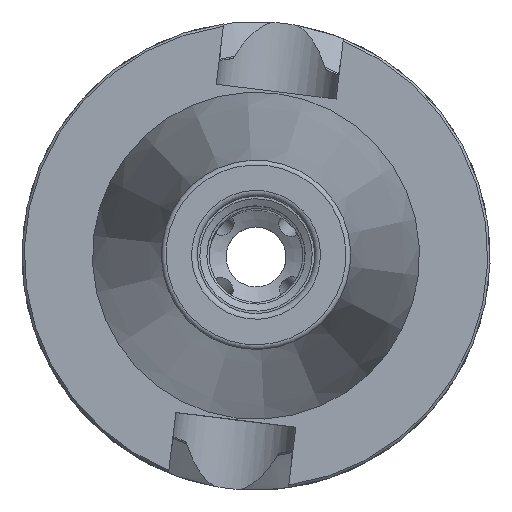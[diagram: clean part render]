
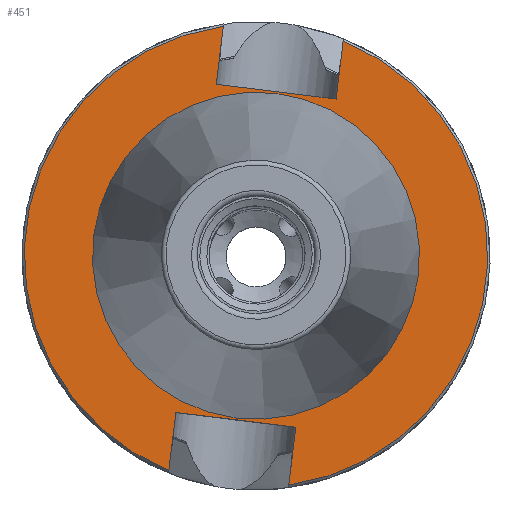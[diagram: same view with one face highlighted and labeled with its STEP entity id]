
A CAD part, top view. The second image highlights one B-rep face of the part: STEP entity #451.
In plain terms, the highlighted planar face has unit normal (0, 0, 1).
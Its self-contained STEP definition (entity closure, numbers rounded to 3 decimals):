
#319=PLANE('',#3447);
#451=ADVANCED_FACE('',(#1090,#1091),#319,.T.);
#698=LINE('',#5881,#831);
#699=LINE('',#5883,#832);
#700=LINE('',#5885,#833);
#701=LINE('',#5889,#834);
#702=LINE('',#5891,#835);
#703=LINE('',#5893,#836);
#831=VECTOR('',#4146,1.);
#832=VECTOR('',#4147,1.);
#833=VECTOR('',#4148,1.);
#834=VECTOR('',#4151,1.);
#835=VECTOR('',#4152,1.);
#836=VECTOR('',#4153,1.);
#1090=FACE_BOUND('',#1331,.T.);
#1091=FACE_BOUND('',#1332,.T.);
#1331=EDGE_LOOP('',(#1945,#1946,#1947,#1948,#1949,#1950,#1951,#1952));
#1332=EDGE_LOOP('',(#1953));
#1945=ORIENTED_EDGE('',*,*,#2888,.F.);
#1946=ORIENTED_EDGE('',*,*,#2889,.F.);
#1947=ORIENTED_EDGE('',*,*,#2890,.F.);
#1948=ORIENTED_EDGE('',*,*,#2891,.T.);
#1949=ORIENTED_EDGE('',*,*,#2892,.F.);
#1950=ORIENTED_EDGE('',*,*,#2893,.F.);
#1951=ORIENTED_EDGE('',*,*,#2894,.F.);
#1952=ORIENTED_EDGE('',*,*,#2861,.T.);
#1953=ORIENTED_EDGE('',*,*,#2895,.T.);
#2506=VERTEX_POINT('',#5746);
#2507=VERTEX_POINT('',#5748);
#2526=VERTEX_POINT('',#5882);
#2527=VERTEX_POINT('',#5884);
#2528=VERTEX_POINT('',#5886);
#2529=VERTEX_POINT('',#5888);
#2530=VERTEX_POINT('',#5890);
#2531=VERTEX_POINT('',#5892);
#2532=VERTEX_POINT('',#5895);
#2861=EDGE_CURVE('',#2507,#2506,#3138,.T.);
#2888=EDGE_CURVE('',#2526,#2506,#698,.T.);
#2889=EDGE_CURVE('',#2527,#2526,#699,.T.);
#2890=EDGE_CURVE('',#2528,#2527,#700,.T.);
#2891=EDGE_CURVE('',#2528,#2529,#3148,.T.);
#2892=EDGE_CURVE('',#2530,#2529,#701,.T.);
#2893=EDGE_CURVE('',#2531,#2530,#702,.T.);
#2894=EDGE_CURVE('',#2507,#2531,#703,.T.);
#2895=EDGE_CURVE('',#2532,#2532,#3149,.T.);
#3138=CIRCLE('',#3426,49.5);
#3148=CIRCLE('',#3445,49.5);
#3149=CIRCLE('',#3446,34.663);
#3426=AXIS2_PLACEMENT_3D('',#5747,#4106,#4107);
#3445=AXIS2_PLACEMENT_3D('',#5887,#4149,#4150);
#3446=AXIS2_PLACEMENT_3D('',#5894,#4154,#4155);
#3447=AXIS2_PLACEMENT_3D('',#5896,#4156,#4157);
#4106=DIRECTION('',(0.,0.,1.));
#4107=DIRECTION('',(0.993,-0.122,0.));
#4146=DIRECTION('',(-0.122,-0.993,0.));
#4147=DIRECTION('',(-0.993,0.122,0.));
#4148=DIRECTION('',(0.122,0.993,0.));
#4149=DIRECTION('',(0.,0.,1.));
#4150=DIRECTION('',(0.993,-0.122,0.));
#4151=DIRECTION('',(0.122,0.993,0.));
#4152=DIRECTION('',(0.993,-0.122,0.));
#4153=DIRECTION('',(-0.122,-0.993,0.));
#4154=DIRECTION('',(0.,0.,-1.));
#4155=DIRECTION('',(-0.993,0.122,0.));
#4156=DIRECTION('',(0.,0.,1.));
#4157=DIRECTION('',(0.993,-0.122,0.));
#5746=CARTESIAN_POINT('',(-18.63,-45.86,-3.));
#5747=CARTESIAN_POINT('',(0.,0.,-3.));
#5748=CARTESIAN_POINT('',(-6.982,49.005,-3.));
#5881=CARTESIAN_POINT('',(-12.806,1.572,-3.));
#5882=CARTESIAN_POINT('',(-17.108,-33.464,-3.));
#5883=CARTESIAN_POINT('',(45.325,-41.13,-3.));
#5884=CARTESIAN_POINT('',(8.504,-36.609,-3.));
#5885=CARTESIAN_POINT('',(12.806,-1.572,-3.));
#5886=CARTESIAN_POINT('',(6.982,-49.005,-3.));
#5887=CARTESIAN_POINT('',(0.,0.,-3.));
#5888=CARTESIAN_POINT('',(18.63,45.86,-3.));
#5889=CARTESIAN_POINT('',(12.806,-1.572,-3.));
#5890=CARTESIAN_POINT('',(17.108,33.464,-3.));
#5891=CARTESIAN_POINT('',(53.929,28.943,-3.));
#5892=CARTESIAN_POINT('',(-8.504,36.609,-3.));
#5893=CARTESIAN_POINT('',(-12.806,1.572,-3.));
#5894=CARTESIAN_POINT('',(0.,0.,-3.));
#5895=CARTESIAN_POINT('',(-34.404,4.224,-3.));
#5896=CARTESIAN_POINT('',(49.627,-6.093,-3.));
